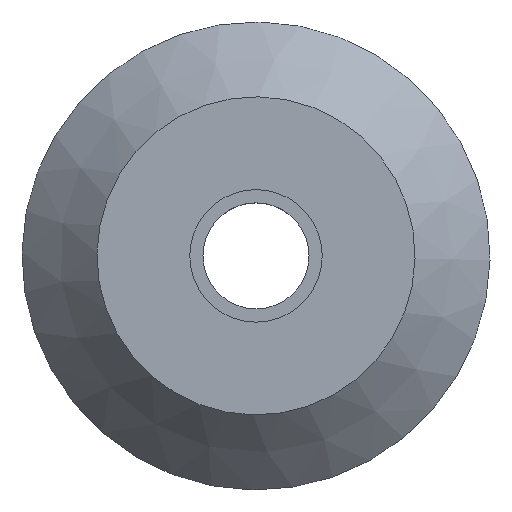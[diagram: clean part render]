
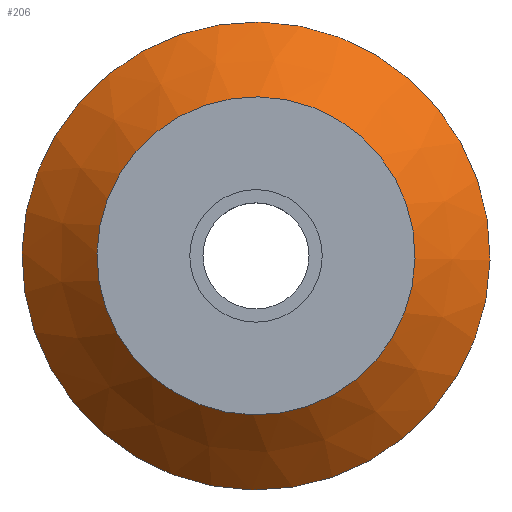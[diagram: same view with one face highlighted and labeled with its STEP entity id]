
A CAD part, top view. The second image highlights one B-rep face of the part: STEP entity #206.
In plain terms, the highlighted conical face has half-angle 45 degrees and reference radius 37.071 mm.
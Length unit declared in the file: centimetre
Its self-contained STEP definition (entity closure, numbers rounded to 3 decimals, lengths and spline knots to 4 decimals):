
#13=CONICAL_SURFACE($,#241,3.7071,0.785);
#35=FACE_BOUND($,#83,.T.);
#57=FACE_OUTER_BOUND($,#82,.T.);
#82=EDGE_LOOP($,(#172));
#83=EDGE_LOOP($,(#173));
#110=CIRCLE($,#242,3.);
#111=CIRCLE($,#243,4.4142);
#128=VERTEX_POINT($,#367);
#129=VERTEX_POINT($,#369);
#146=EDGE_CURVE($,#128,#128,#110,.T.);
#147=EDGE_CURVE($,#129,#129,#111,.T.);
#172=ORIENTED_EDGE($,*,*,#146,.T.);
#173=ORIENTED_EDGE($,*,*,#147,.F.);
#206=ADVANCED_FACE($,(#57,#35),#13,.T.);
#241=AXIS2_PLACEMENT_3D($,#366,#306,#307);
#242=AXIS2_PLACEMENT_3D($,#368,#308,#309);
#243=AXIS2_PLACEMENT_3D($,#370,#310,#311);
#306=DIRECTION('center_axis',(0.,0.,
-1.));
#307=DIRECTION('ref_axis',(1.,-0.017,0.));
#308=DIRECTION('center_axis',(0.,0.,
-1.));
#309=DIRECTION('ref_axis',(0.017,1.,0.));
#310=DIRECTION('center_axis',(0.,0.,
-1.));
#311=DIRECTION('ref_axis',(0.017,1.,0.));
#366=CARTESIAN_POINT('Origin',(-7.1895,10.9941,0.8371));
#367=CARTESIAN_POINT('',(-4.19,10.9417,1.5443));
#368=CARTESIAN_POINT('Origin',(-7.1895,10.9941,1.5443));
#369=CARTESIAN_POINT('',(-2.776,10.9171,0.13));
#370=CARTESIAN_POINT('Origin',(-7.1895,10.9941,0.13));
